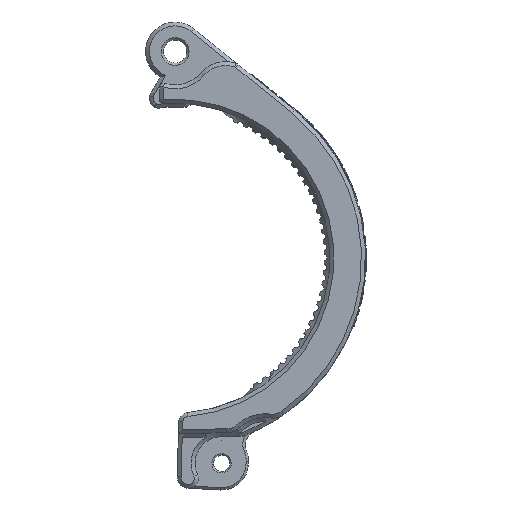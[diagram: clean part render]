
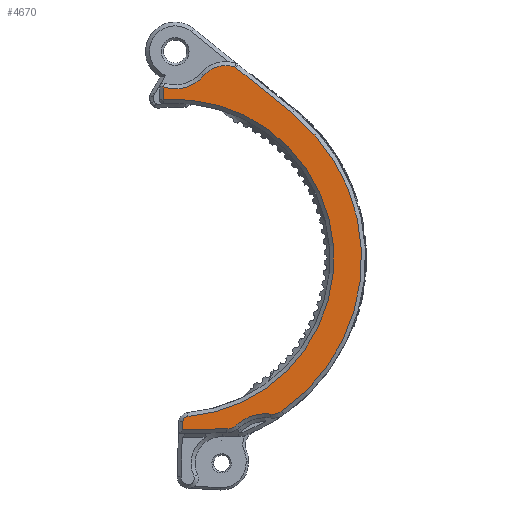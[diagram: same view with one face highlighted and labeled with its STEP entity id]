
A CAD part, top view. The second image highlights one B-rep face of the part: STEP entity #4670.
In plain terms, the highlighted planar face has unit normal (0, 0, 1).
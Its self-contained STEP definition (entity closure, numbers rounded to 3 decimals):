
#73=PLANE('',#4974);
#310=LINE('',#28310,#576);
#316=LINE('',#28328,#582);
#327=LINE('',#28392,#593);
#328=LINE('',#28394,#594);
#576=VECTOR('',#5517,10.);
#582=VECTOR('',#5535,10.);
#593=VECTOR('',#5592,10.);
#594=VECTOR('',#5593,10.);
#949=FACE_OUTER_BOUND('',#1260,.T.);
#1260=EDGE_LOOP('',(#3664,#3665,#3666,#3667,#3668,#3669,#3670,#3671,#3672,
#3673,#3674,#3675,#3676));
#1624=B_SPLINE_CURVE_WITH_KNOTS('',3,(#28283,#28284,#28285,#28286,#28287,
#28288,#28289,#28290,#28291,#28292,#28293,#28294,#28295),.UNSPECIFIED.,
 .F.,.F.,(4,3,3,3,4),(0.,0.018,0.019,0.037,
0.039),.UNSPECIFIED.);
#1762=CIRCLE('',#4947,41.12);
#1763=CIRCLE('',#4949,1.5);
#1766=CIRCLE('',#4954,7.5);
#1767=CIRCLE('',#4956,9.67);
#1776=CIRCLE('',#4975,4.);
#1777=CIRCLE('',#4976,11.);
#1778=CIRCLE('',#4977,4.);
#1779=CIRCLE('',#4978,48.3);
#2124=VERTEX_POINT('',#28277);
#2125=VERTEX_POINT('',#28282);
#2127=VERTEX_POINT('',#28309);
#2128=VERTEX_POINT('',#28313);
#2129=VERTEX_POINT('',#28315);
#2131=VERTEX_POINT('',#28320);
#2133=VERTEX_POINT('',#28327);
#2136=VERTEX_POINT('',#28335);
#2146=VERTEX_POINT('',#28391);
#2147=VERTEX_POINT('',#28393);
#2148=VERTEX_POINT('',#28395);
#2149=VERTEX_POINT('',#28397);
#2150=VERTEX_POINT('',#28399);
#2665=EDGE_CURVE('',#2124,#2125,#1624,.T.);
#2670=EDGE_CURVE('',#2125,#2127,#310,.T.);
#2674=EDGE_CURVE('',#2129,#2128,#1762,.T.);
#2676=EDGE_CURVE('',#2131,#2129,#1763,.T.);
#2679=EDGE_CURVE('',#2128,#2133,#316,.T.);
#2684=EDGE_CURVE('',#2136,#2124,#1766,.T.);
#2686=EDGE_CURVE('',#2133,#2136,#1767,.T.);
#2704=EDGE_CURVE('',#2146,#2131,#327,.T.);
#2705=EDGE_CURVE('',#2147,#2146,#328,.T.);
#2706=EDGE_CURVE('',#2148,#2147,#1776,.T.);
#2707=EDGE_CURVE('',#2149,#2148,#1777,.T.);
#2708=EDGE_CURVE('',#2150,#2149,#1778,.T.);
#2709=EDGE_CURVE('',#2127,#2150,#1779,.T.);
#3664=ORIENTED_EDGE('',*,*,#2665,.F.);
#3665=ORIENTED_EDGE('',*,*,#2684,.F.);
#3666=ORIENTED_EDGE('',*,*,#2686,.F.);
#3667=ORIENTED_EDGE('',*,*,#2679,.F.);
#3668=ORIENTED_EDGE('',*,*,#2674,.F.);
#3669=ORIENTED_EDGE('',*,*,#2676,.F.);
#3670=ORIENTED_EDGE('',*,*,#2704,.F.);
#3671=ORIENTED_EDGE('',*,*,#2705,.F.);
#3672=ORIENTED_EDGE('',*,*,#2706,.F.);
#3673=ORIENTED_EDGE('',*,*,#2707,.F.);
#3674=ORIENTED_EDGE('',*,*,#2708,.F.);
#3675=ORIENTED_EDGE('',*,*,#2709,.F.);
#3676=ORIENTED_EDGE('',*,*,#2670,.F.);
#4670=ADVANCED_FACE('',(#949),#73,.F.);
#4947=AXIS2_PLACEMENT_3D('',#28317,#5523,#5524);
#4949=AXIS2_PLACEMENT_3D('',#28322,#5528,#5529);
#4954=AXIS2_PLACEMENT_3D('',#28337,#5543,#5544);
#4956=AXIS2_PLACEMENT_3D('',#28341,#5548,#5549);
#4974=AXIS2_PLACEMENT_3D('',#28390,#5590,#5591);
#4975=AXIS2_PLACEMENT_3D('',#28396,#5594,#5595);
#4976=AXIS2_PLACEMENT_3D('',#28398,#5596,#5597);
#4977=AXIS2_PLACEMENT_3D('',#28400,#5598,#5599);
#4978=AXIS2_PLACEMENT_3D('',#28401,#5600,#5601);
#5517=DIRECTION('',(0.778,-0.629,0.));
#5523=DIRECTION('center_axis',(0.,0.,
1.));
#5524=DIRECTION('ref_axis',(0.346,-0.938,0.));
#5528=DIRECTION('center_axis',(0.,0.,
-1.));
#5529=DIRECTION('ref_axis',(-0.725,0.689,0.));
#5535=DIRECTION('',(0.022,1.,0.));
#5543=DIRECTION('center_axis',(0.,0.,
-1.));
#5544=DIRECTION('ref_axis',(-0.08,0.997,0.));
#5548=DIRECTION('center_axis',(0.,0.,
1.));
#5549=DIRECTION('ref_axis',(0.,-1.,0.));
#5590=DIRECTION('center_axis',(0.,0.,
-1.));
#5591=DIRECTION('ref_axis',(-1.,0.,0.));
#5592=DIRECTION('',(0.031,1.,0.));
#5593=DIRECTION('',(-1.,-0.022,0.));
#5594=DIRECTION('center_axis',(0.,0.,
-1.));
#5595=DIRECTION('ref_axis',(0.371,-0.929,0.));
#5596=DIRECTION('center_axis',(0.,0.,
1.));
#5597=DIRECTION('ref_axis',(0.762,0.648,0.));
#5598=DIRECTION('center_axis',(0.,0.,
-1.));
#5599=DIRECTION('ref_axis',(0.238,-0.971,0.));
#5600=DIRECTION('center_axis',(0.,0.,
-1.));
#5601=DIRECTION('ref_axis',(0.,-1.,0.));
#28277=CARTESIAN_POINT('',(-46.557,61.172,22.));
#28282=CARTESIAN_POINT('',(-46.22,60.989,22.));
#28283=CARTESIAN_POINT('Ctrl Pts',(-46.557,61.172,22.));
#28284=CARTESIAN_POINT('Ctrl Pts',(-46.5,61.154,22.));
#28285=CARTESIAN_POINT('Ctrl Pts',(-46.445,61.13,22.));
#28286=CARTESIAN_POINT('Ctrl Pts',(-46.392,61.102,22.));
#28287=CARTESIAN_POINT('Ctrl Pts',(-46.388,61.1,22.));
#28288=CARTESIAN_POINT('Ctrl Pts',(-46.384,61.098,22.));
#28289=CARTESIAN_POINT('Ctrl Pts',(-46.38,61.096,22.));
#28290=CARTESIAN_POINT('Ctrl Pts',(-46.328,61.068,22.));
#28291=CARTESIAN_POINT('Ctrl Pts',(-46.278,61.035,22.));
#28292=CARTESIAN_POINT('Ctrl Pts',(-46.231,60.998,22.));
#28293=CARTESIAN_POINT('Ctrl Pts',(-46.227,60.995,22.));
#28294=CARTESIAN_POINT('Ctrl Pts',(-46.224,60.992,22.));
#28295=CARTESIAN_POINT('Ctrl Pts',(-46.22,60.989,22.));
#28309=CARTESIAN_POINT('',(-31.611,49.173,22.));
#28310=CARTESIAN_POINT('',(-31.362,48.972,22.));
#28313=CARTESIAN_POINT('',(-65.062,52.677,22.));
#28315=CARTESIAN_POINT('',(-58.63,-29.311,22.));
#28317=CARTESIAN_POINT('Origin',(-61.985,11.672,22.));
#28320=CARTESIAN_POINT('',(-60.007,-30.76,22.));
#28322=CARTESIAN_POINT('Origin',(-58.508,-30.806,22.));
#28327=CARTESIAN_POINT('',(-64.988,55.984,22.));
#28328=CARTESIAN_POINT('',(-65.467,34.682,22.));
#28335=CARTESIAN_POINT('',(-54.598,58.903,22.));
#28337=CARTESIAN_POINT('Origin',(-48.885,54.043,22.));
#28341=CARTESIAN_POINT('Origin',(-61.963,65.169,22.));
#28390=CARTESIAN_POINT('Origin',(-61.966,11.598,22.));
#28391=CARTESIAN_POINT('',(-60.069,-32.757,22.));
#28392=CARTESIAN_POINT('',(-59.361,-9.665,22.));
#28393=CARTESIAN_POINT('',(-48.575,-32.498,22.));
#28394=CARTESIAN_POINT('',(-51.113,-32.555,22.));
#28395=CARTESIAN_POINT('',(-45.976,-31.461,22.));
#28396=CARTESIAN_POINT('Origin',(-48.665,-28.499,22.));
#28397=CARTESIAN_POINT('',(-37.172,-28.695,22.));
#28398=CARTESIAN_POINT('Origin',(-38.582,-39.605,22.));
#28399=CARTESIAN_POINT('',(-34.373,-28.01,22.));
#28400=CARTESIAN_POINT('Origin',(-36.659,-24.728,22.));
#28401=CARTESIAN_POINT('Origin',(-61.985,11.619,22.));
